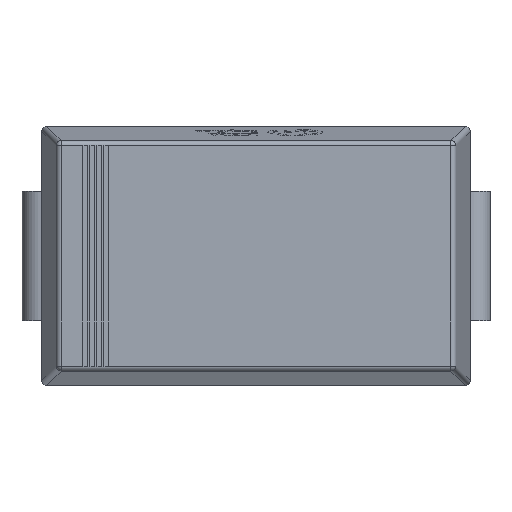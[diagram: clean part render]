
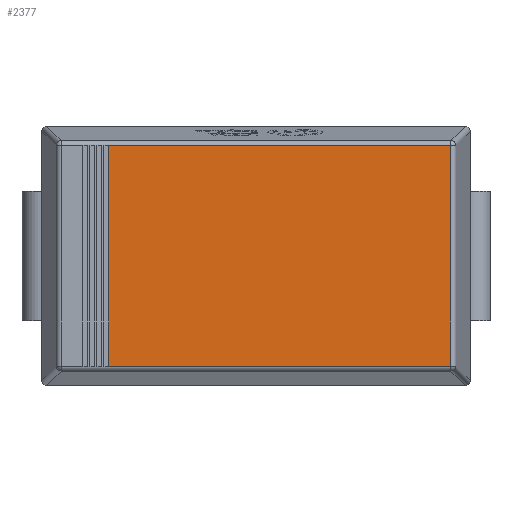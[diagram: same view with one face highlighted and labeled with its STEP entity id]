
A CAD part, top view. The second image highlights one B-rep face of the part: STEP entity #2377.
In plain terms, the highlighted planar face has unit normal (0, 0, 1).
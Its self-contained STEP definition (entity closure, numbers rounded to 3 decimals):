
#20 = CARTESIAN_POINT ( 'NONE',  ( -1.478, 1.108, 2. ) ) ;
#185 = DIRECTION ( 'NONE',  ( 0., 1., 0. ) ) ;
#613 = ORIENTED_EDGE ( 'NONE', *, *, #5922, .T. ) ;
#2377 = ADVANCED_FACE ( 'NONE', ( #10653 ), #15548, .F. ) ;
#3011 = VERTEX_POINT ( 'NONE', #11403 ) ;
#3343 = CARTESIAN_POINT ( 'NONE',  ( 2., -1.108, 2. ) ) ;
#3417 = DIRECTION ( 'NONE',  ( 1., 0., 0. ) ) ;
#3643 = CARTESIAN_POINT ( 'NONE',  ( 1.958, 1.15, 2. ) ) ;
#4570 = VECTOR ( 'NONE', #3417, 1000. ) ;
#5052 = CARTESIAN_POINT ( 'NONE',  ( 1.958, -1.108, 2. ) ) ;
#5371 = AXIS2_PLACEMENT_3D ( 'NONE', #11930, #13461, #15784 ) ;
#5635 = EDGE_CURVE ( 'NONE', #3011, #11239, #6105, .T. ) ;
#5922 = EDGE_CURVE ( 'NONE', #7995, #11239, #7359, .T. ) ;
#6105 = LINE ( 'NONE', #20, #7767 ) ;
#6143 = DIRECTION ( 'NONE',  ( -1., 0., 0. ) ) ;
#6455 = VERTEX_POINT ( 'NONE', #5052 ) ;
#6668 = EDGE_LOOP ( 'NONE', ( #613, #13632, #10722, #9491 ) ) ;
#7359 = LINE ( 'NONE', #14984, #13426 ) ;
#7767 = VECTOR ( 'NONE', #185, 1000. ) ;
#7877 = CARTESIAN_POINT ( 'NONE',  ( -1.478, 1.108, 2. ) ) ;
#7995 = VERTEX_POINT ( 'NONE', #13851 ) ;
#9491 = ORIENTED_EDGE ( 'NONE', *, *, #11663, .T. ) ;
#9534 = DIRECTION ( 'NONE',  ( 0., 1., 0. ) ) ;
#10653 = FACE_OUTER_BOUND ( 'NONE', #6668, .T. ) ;
#10722 = ORIENTED_EDGE ( 'NONE', *, *, #15023, .T. ) ;
#10865 = VECTOR ( 'NONE', #9534, 1000. ) ;
#10873 = LINE ( 'NONE', #3343, #4570 ) ;
#11239 = VERTEX_POINT ( 'NONE', #7877 ) ;
#11403 = CARTESIAN_POINT ( 'NONE',  ( -1.478, -1.108, 2. ) ) ;
#11663 = EDGE_CURVE ( 'NONE', #6455, #7995, #12309, .T. ) ;
#11930 = CARTESIAN_POINT ( 'NONE',  ( 0., 0., 2. ) ) ;
#12309 = LINE ( 'NONE', #3643, #10865 ) ;
#13426 = VECTOR ( 'NONE', #6143, 1000. ) ;
#13461 = DIRECTION ( 'NONE',  ( 0., 0., -1. ) ) ;
#13632 = ORIENTED_EDGE ( 'NONE', *, *, #5635, .F. ) ;
#13851 = CARTESIAN_POINT ( 'NONE',  ( 1.958, 1.108, 2. ) ) ;
#14984 = CARTESIAN_POINT ( 'NONE',  ( -2., 1.108, 2. ) ) ;
#15023 = EDGE_CURVE ( 'NONE', #3011, #6455, #10873, .T. ) ;
#15548 = PLANE ( 'NONE',  #5371 ) ;
#15784 = DIRECTION ( 'NONE',  ( -1., 0., 0. ) ) ;
